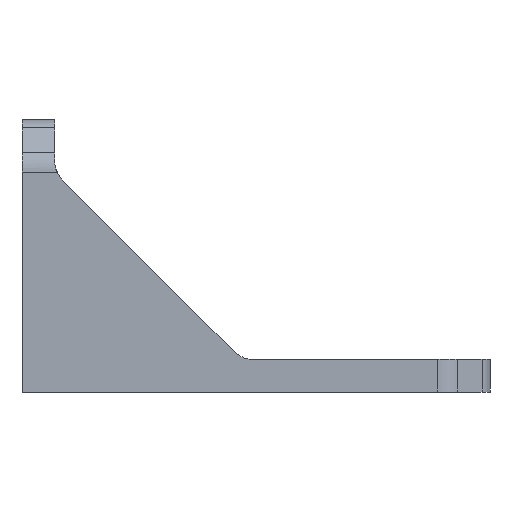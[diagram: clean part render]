
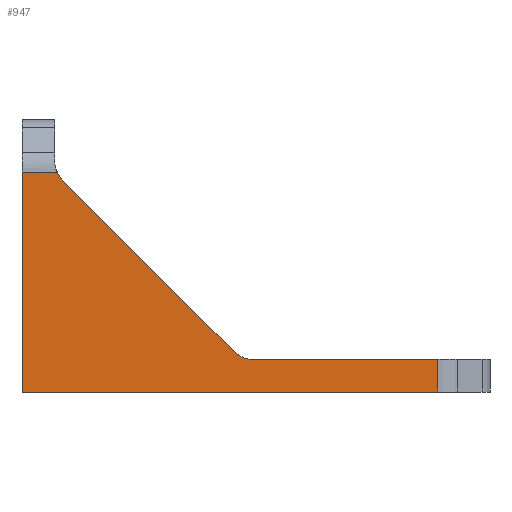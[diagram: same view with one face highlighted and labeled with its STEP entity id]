
A CAD part, front view. The second image highlights one B-rep face of the part: STEP entity #947.
In plain terms, the highlighted planar face has unit normal (0, -1, 0).
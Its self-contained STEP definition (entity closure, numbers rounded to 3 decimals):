
#37 = DIRECTION ( 'NONE',  ( 0., 0., -1. ) ) ;
#79 = CARTESIAN_POINT ( 'NONE',  ( 38.966, -25., -17.536 ) ) ;
#105 = ORIENTED_EDGE ( 'NONE', *, *, #1181, .T. ) ;
#167 = ORIENTED_EDGE ( 'NONE', *, *, #1236, .T. ) ;
#247 = EDGE_LOOP ( 'NONE', ( #278, #1520, #548, #554, #629, #167, #105, #874 ) ) ;
#274 = CIRCLE ( 'NONE', #766, 5. ) ;
#278 = ORIENTED_EDGE ( 'NONE', *, *, #479, .F. ) ;
#280 = CARTESIAN_POINT ( 'NONE',  ( 6., -25., 0. ) ) ;
#288 = LINE ( 'NONE', #1169, #1137 ) ;
#289 = VERTEX_POINT ( 'NONE', #1349 ) ;
#301 = LINE ( 'NONE', #546, #409 ) ;
#351 = VECTOR ( 'NONE', #1016, 1000. ) ;
#370 = VECTOR ( 'NONE', #519, 1000. ) ;
#379 = EDGE_CURVE ( 'NONE', #289, #557, #600, .T. ) ;
#391 = CARTESIAN_POINT ( 'NONE',  ( 7.465, -25., 13.964 ) ) ;
#409 = VECTOR ( 'NONE', #570, 1000. ) ;
#475 = DIRECTION ( 'NONE',  ( -1., 0., 0. ) ) ;
#479 = EDGE_CURVE ( 'NONE', #1311, #657, #1370, .T. ) ;
#519 = DIRECTION ( 'NONE',  ( 0., 0., 1. ) ) ;
#532 = CARTESIAN_POINT ( 'NONE',  ( 6., -25., -25. ) ) ;
#539 = LINE ( 'NONE', #1415, #351 ) ;
#546 = CARTESIAN_POINT ( 'NONE',  ( 6., -25., 15.429 ) ) ;
#548 = ORIENTED_EDGE ( 'NONE', *, *, #379, .T. ) ;
#554 = ORIENTED_EDGE ( 'NONE', *, *, #576, .T. ) ;
#557 = VERTEX_POINT ( 'NONE', #1500 ) ;
#570 = DIRECTION ( 'NONE',  ( 0.707, 0., -0.707 ) ) ;
#576 = EDGE_CURVE ( 'NONE', #557, #790, #831, .T. ) ;
#600 = LINE ( 'NONE', #1106, #1005 ) ;
#617 = CARTESIAN_POINT ( 'NONE',  ( 6.449, -25., 15.429 ) ) ;
#619 = PLANE ( 'NONE',  #1618 ) ;
#629 = ORIENTED_EDGE ( 'NONE', *, *, #1623, .F. ) ;
#657 = VERTEX_POINT ( 'NONE', #1473 ) ;
#741 = DIRECTION ( 'NONE',  ( -1., 0., 0. ) ) ;
#766 = AXIS2_PLACEMENT_3D ( 'NONE', #948, #1344, #1469 ) ;
#780 = DIRECTION ( 'NONE',  ( 0., -1., 0. ) ) ;
#790 = VERTEX_POINT ( 'NONE', #79 ) ;
#831 = CIRCLE ( 'NONE', #1114, 5. ) ;
#846 = EDGE_CURVE ( 'NONE', #1311, #289, #1458, .T. ) ;
#874 = ORIENTED_EDGE ( 'NONE', *, *, #1189, .F. ) ;
#910 = VERTEX_POINT ( 'NONE', #391 ) ;
#940 = CARTESIAN_POINT ( 'NONE',  ( 0., -25., 15.429 ) ) ;
#947 = ADVANCED_FACE ( 'NONE', ( #1408 ), #619, .T. ) ;
#948 = CARTESIAN_POINT ( 'NONE',  ( 11., -25., 17.5 ) ) ;
#1005 = VECTOR ( 'NONE', #475, 1000. ) ;
#1016 = DIRECTION ( 'NONE',  ( -1., 0., 0. ) ) ;
#1106 = CARTESIAN_POINT ( 'NONE',  ( 86., -25., -19. ) ) ;
#1114 = AXIS2_PLACEMENT_3D ( 'NONE', #1541, #1419, #1298 ) ;
#1137 = VECTOR ( 'NONE', #1546, 1000. ) ;
#1169 = CARTESIAN_POINT ( 'NONE',  ( 0., -25., 0. ) ) ;
#1181 = EDGE_CURVE ( 'NONE', #1471, #1262, #539, .T. ) ;
#1189 = EDGE_CURVE ( 'NONE', #657, #1262, #288, .T. ) ;
#1226 = CARTESIAN_POINT ( 'NONE',  ( 76.429, -25., -25. ) ) ;
#1236 = EDGE_CURVE ( 'NONE', #910, #1471, #274, .T. ) ;
#1242 = VECTOR ( 'NONE', #741, 1000. ) ;
#1262 = VERTEX_POINT ( 'NONE', #940 ) ;
#1298 = DIRECTION ( 'NONE',  ( 0., 0., -1. ) ) ;
#1311 = VERTEX_POINT ( 'NONE', #1226 ) ;
#1340 = CARTESIAN_POINT ( 'NONE',  ( 76.429, -25., 0. ) ) ;
#1344 = DIRECTION ( 'NONE',  ( 0., 1., 0. ) ) ;
#1349 = CARTESIAN_POINT ( 'NONE',  ( 76.429, -25., -19. ) ) ;
#1370 = LINE ( 'NONE', #532, #1242 ) ;
#1408 = FACE_OUTER_BOUND ( 'NONE', #247, .T. ) ;
#1415 = CARTESIAN_POINT ( 'NONE',  ( 6., -25., 15.429 ) ) ;
#1419 = DIRECTION ( 'NONE',  ( 0., 1., 0. ) ) ;
#1458 = LINE ( 'NONE', #1340, #370 ) ;
#1469 = DIRECTION ( 'NONE',  ( 0., 0., -1. ) ) ;
#1471 = VERTEX_POINT ( 'NONE', #617 ) ;
#1473 = CARTESIAN_POINT ( 'NONE',  ( 0., -25., -25. ) ) ;
#1500 = CARTESIAN_POINT ( 'NONE',  ( 42.501, -25., -19. ) ) ;
#1520 = ORIENTED_EDGE ( 'NONE', *, *, #846, .T. ) ;
#1541 = CARTESIAN_POINT ( 'NONE',  ( 42.501, -25., -14. ) ) ;
#1546 = DIRECTION ( 'NONE',  ( 0., 0., 1. ) ) ;
#1618 = AXIS2_PLACEMENT_3D ( 'NONE', #280, #780, #37 ) ;
#1623 = EDGE_CURVE ( 'NONE', #910, #790, #301, .T. ) ;
